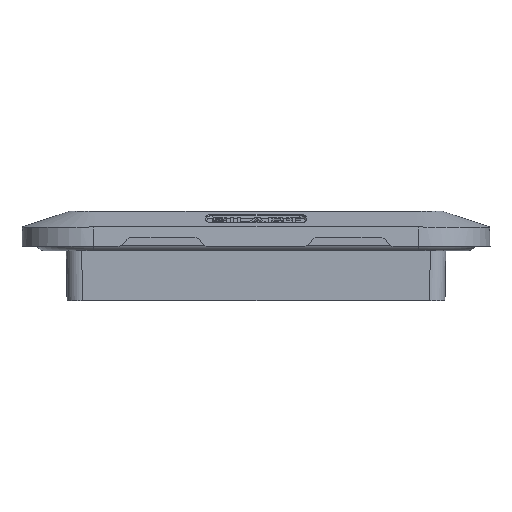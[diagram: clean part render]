
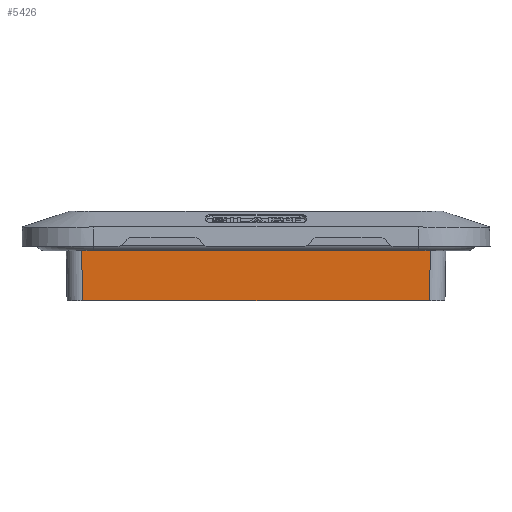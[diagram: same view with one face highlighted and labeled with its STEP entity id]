
A CAD part, front view. The second image highlights one B-rep face of the part: STEP entity #5426.
In plain terms, the highlighted planar face has unit normal (0, -1, -0.018).
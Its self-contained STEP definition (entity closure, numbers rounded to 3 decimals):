
#290=FACE_OUTER_BOUND('',#587,.T.);
#587=EDGE_LOOP('',(#3575,#3576,#3577,#3578));
#901=LINE('',#7480,#1555);
#902=LINE('',#7482,#1556);
#903=LINE('',#7484,#1557);
#904=LINE('',#7485,#1558);
#1555=VECTOR('',#6102,10.);
#1556=VECTOR('',#6103,10.);
#1557=VECTOR('',#6104,10.);
#1558=VECTOR('',#6105,10.);
#2209=VERTEX_POINT('',#7478);
#2210=VERTEX_POINT('',#7479);
#2211=VERTEX_POINT('',#7481);
#2212=VERTEX_POINT('',#7483);
#2753=EDGE_CURVE('',#2209,#2210,#901,.T.);
#2754=EDGE_CURVE('',#2211,#2209,#902,.T.);
#2755=EDGE_CURVE('',#2212,#2211,#903,.T.);
#2756=EDGE_CURVE('',#2210,#2212,#904,.T.);
#3575=ORIENTED_EDGE('',*,*,#2753,.F.);
#3576=ORIENTED_EDGE('',*,*,#2754,.F.);
#3577=ORIENTED_EDGE('',*,*,#2755,.F.);
#3578=ORIENTED_EDGE('',*,*,#2756,.F.);
#5219=PLANE('',#5737);
#5426=ADVANCED_FACE('',(#290),#5219,.T.);
#5737=AXIS2_PLACEMENT_3D('',#7477,#6100,#6101);
#6100=DIRECTION('center_axis',(0.,-1.,-0.017));
#6101=DIRECTION('ref_axis',(-1.,0.,0.));
#6102=DIRECTION('',(-0.017,-0.017,1.));
#6103=DIRECTION('',(-1.,0.,0.));
#6104=DIRECTION('',(-0.017,0.017,-1.));
#6105=DIRECTION('',(1.,0.,0.));
#7477=CARTESIAN_POINT('Origin',(61.,-61.349,5.997));
#7478=CARTESIAN_POINT('',(-56.001,-61.,-14.));
#7479=CARTESIAN_POINT('',(-56.35,-61.349,6.));
#7480=CARTESIAN_POINT('',(-56.333,-61.332,5.014));
#7481=CARTESIAN_POINT('',(56.001,-61.,-14.));
#7482=CARTESIAN_POINT('',(61.,-61.,-14.));
#7483=CARTESIAN_POINT('',(56.35,-61.349,6.));
#7484=CARTESIAN_POINT('',(56.333,-61.332,5.014));
#7485=CARTESIAN_POINT('',(30.5,-61.349,6.));
